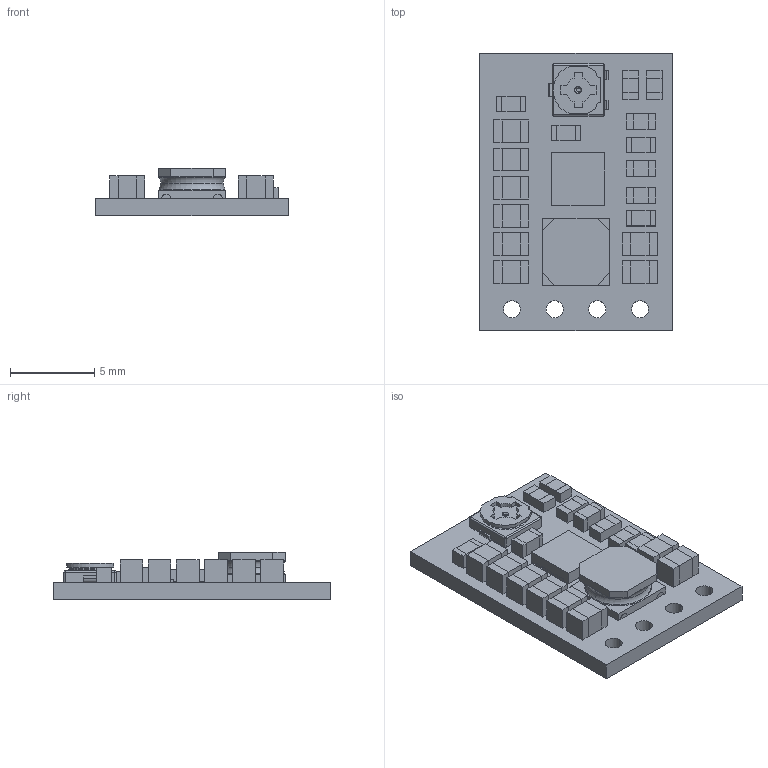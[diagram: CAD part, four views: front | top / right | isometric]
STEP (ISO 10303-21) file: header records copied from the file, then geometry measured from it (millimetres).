
FILE_DESCRIPTION (( 'STEP AP214' ), '1' );
FILE_NAME ('pololu-adjustable-step-up_step-down-voltage-regulator-s7v8a.step', '2017-10-06T22:29:08', ( '' ), ( '' ), 'SwSTEP 2.0', 'SolidWorks 2016', '' );
FILE_SCHEMA (( 'AUTOMOTIVE_DESIGN' ));
Length unit declared in the file: millimetre
Products named in the file (1): pololu-adjustable-step-up_step-down-voltage-regulator-s7v8a
Bounding box: 11.43 x 16.51 x 2.82 mm (x, y, z)
Volume: 271 mm3; surface area: 621.1 mm2
Topology: 1 solids, 1 shells, 787 faces, 2107 edges, 1371 vertices
Faces by surface type: plane 553, bspline 166, cylinder 52, torus 10, sphere 4, cone 2
Entity records: 38901 total; most frequent: CARTESIAN_POINT 11737, ORIENTED_EDGE 4206, DIRECTION 3066, EDGE_CURVE 2103, VECTOR 1562, LINE 1562, VERTEX_POINT 1371, EDGE_LOOP 868
